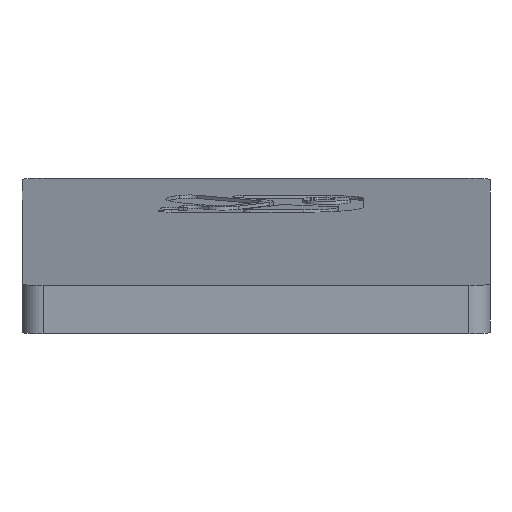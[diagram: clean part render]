
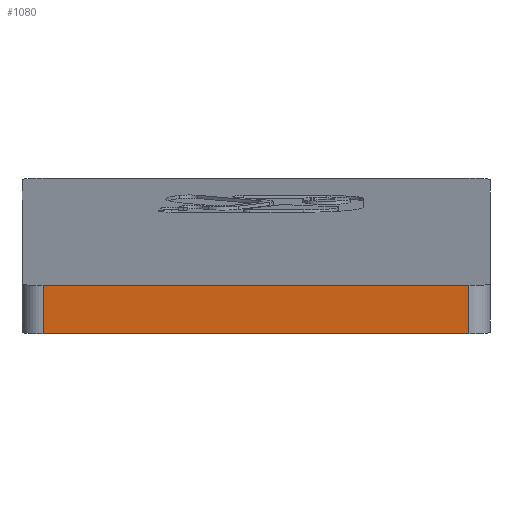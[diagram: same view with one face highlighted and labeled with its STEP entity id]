
A CAD part, front view. The second image highlights one B-rep face of the part: STEP entity #1080.
In plain terms, the highlighted planar face has unit normal (0, -0.996, -0.087).
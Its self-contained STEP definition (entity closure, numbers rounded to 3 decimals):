
#149=FACE_OUTER_BOUND('',#220,.T.);
#220=EDGE_LOOP('',(#969,#970,#971,#972));
#228=LINE('',#1396,#319);
#304=LINE('',#1921,#395);
#311=LINE('',#1935,#402);
#312=LINE('',#1937,#403);
#319=VECTOR('',#1167,10.);
#395=VECTOR('',#1343,10.);
#402=VECTOR('',#1364,10.);
#403=VECTOR('',#1367,10.);
#437=VERTEX_POINT('',#1393);
#438=VERTEX_POINT('',#1395);
#532=VERTEX_POINT('',#1918);
#533=VERTEX_POINT('',#1920);
#539=EDGE_CURVE('',#437,#438,#228,.T.);
#673=EDGE_CURVE('',#532,#533,#304,.T.);
#681=EDGE_CURVE('',#438,#532,#311,.T.);
#682=EDGE_CURVE('',#533,#437,#312,.T.);
#969=ORIENTED_EDGE('',*,*,#673,.F.);
#970=ORIENTED_EDGE('',*,*,#681,.F.);
#971=ORIENTED_EDGE('',*,*,#539,.F.);
#972=ORIENTED_EDGE('',*,*,#682,.F.);
#1021=PLANE('',#1149);
#1080=ADVANCED_FACE('',(#149),#1021,.T.);
#1149=AXIS2_PLACEMENT_3D('',#1936,#1365,#1366);
#1167=DIRECTION('',(-1.,0.,0.));
#1343=DIRECTION('',(1.,0.,0.));
#1364=DIRECTION('',(0.,-0.087,0.996));
#1365=DIRECTION('center_axis',(0.,-0.996,
-0.087));
#1366=DIRECTION('ref_axis',(-1.,0.,0.));
#1367=DIRECTION('',(0.,0.087,-0.996));
#1393=CARTESIAN_POINT('',(303.9,-139.69,35.975));
#1395=CARTESIAN_POINT('',(277.581,-139.69,35.975));
#1396=CARTESIAN_POINT('',(277.825,-139.69,35.975));
#1918=CARTESIAN_POINT('',(277.581,-139.952,38.964));
#1920=CARTESIAN_POINT('',(303.9,-139.952,38.964));
#1921=CARTESIAN_POINT('',(277.825,-139.952,38.964));
#1935=CARTESIAN_POINT('',(277.581,-139.864,37.968));
#1936=CARTESIAN_POINT('Origin',(304.075,-139.952,38.964));
#1937=CARTESIAN_POINT('',(303.9,-139.952,38.964));
